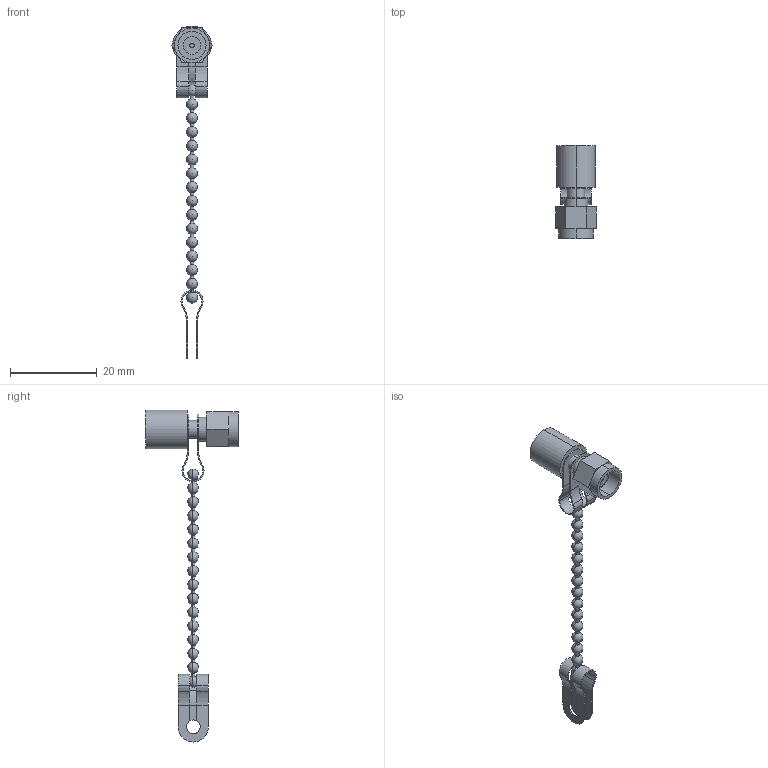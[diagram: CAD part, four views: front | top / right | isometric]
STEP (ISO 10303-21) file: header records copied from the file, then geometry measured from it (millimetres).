
FILE_DESCRIPTION (( 'STEP AP214' ), '1' );
FILE_NAME ('USP-CTS50.STEP', '2006-09-01T13:02:50', ( 'X' ), ( 'L-COM' ), 'SwSTEP 2.0', 'SolidWorks 2006052', '' );
FILE_SCHEMA (( 'AUTOMOTIVE_DESIGN' ));
Length unit declared in the file: inch
Products named in the file (4): USP-CTS50-MA2; USP-CTS50-MA3; USP-CTS50; USP-CTS50-MA1
Assembly tree (4 placements, depth 2):
  USP-CTS50
    USP-CTS50-MA3
    USP-CTS50-MA1  x2
    USP-CTS50-MA2
Bounding box: 9.24 x 21.39 x 76.39 mm (x, y, z)
Volume: 1206.8 mm3; surface area: 1981 mm2
Topology: 4 solids, 4 shells, 154 faces, 491 edges, 315 vertices
Faces by surface type: cylinder 84, plane 38, sphere 32
Entity records: 4066 total; most frequent: DIRECTION 767, CARTESIAN_POINT 653, ORIENTED_EDGE 618, AXIS2_PLACEMENT_3D 328, EDGE_CURVE 309, CIRCLE 196, VERTEX_POINT 194, EDGE_LOOP 133
